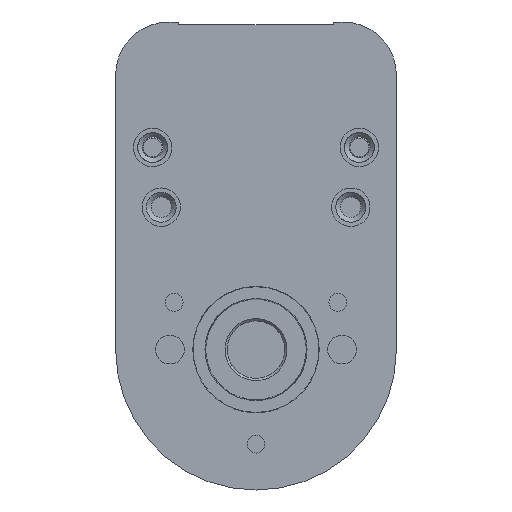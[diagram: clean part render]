
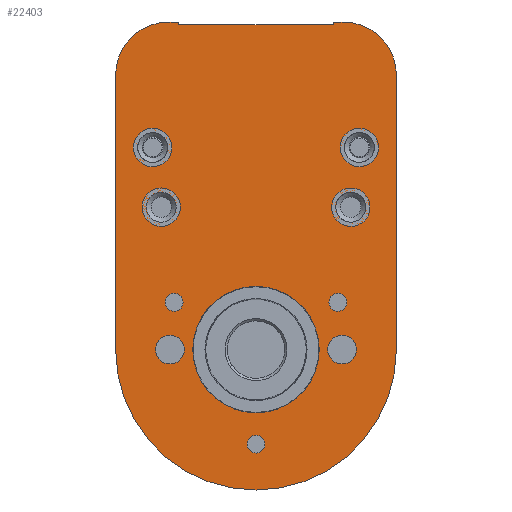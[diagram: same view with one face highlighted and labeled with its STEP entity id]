
A CAD part, front view. The second image highlights one B-rep face of the part: STEP entity #22403.
In plain terms, the highlighted planar face has unit normal (0, -1, 0).
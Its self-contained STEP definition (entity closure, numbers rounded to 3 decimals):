
#947=FACE_BOUND('',#4552,.T.);
#948=FACE_BOUND('',#4553,.T.);
#949=FACE_BOUND('',#4554,.T.);
#950=FACE_BOUND('',#4555,.T.);
#951=FACE_BOUND('',#4556,.T.);
#952=FACE_BOUND('',#4557,.T.);
#953=FACE_BOUND('',#4558,.T.);
#954=FACE_BOUND('',#4559,.T.);
#955=FACE_BOUND('',#4560,.T.);
#956=FACE_BOUND('',#4561,.T.);
#1351=CIRCLE('',#23879,5.875);
#1352=CIRCLE('',#23880,15.527);
#1353=CIRCLE('',#23881,5.875);
#1354=CIRCLE('',#23883,1.651);
#1355=CIRCLE('',#23884,1.651);
#1356=CIRCLE('',#23885,1.588);
#1357=CIRCLE('',#23886,1.588);
#1358=CIRCLE('',#23887,0.991);
#1359=CIRCLE('',#23888,0.991);
#1360=CIRCLE('',#23889,0.991);
#1361=CIRCLE('',#23890,1.651);
#1362=CIRCLE('',#23891,1.651);
#1363=CIRCLE('',#23892,6.993);
#2081=PLANE('',#23877);
#2868=ELLIPSE('',#23878,0.203,0.203);
#2869=ELLIPSE('',#23882,0.203,0.203);
#3116=FACE_OUTER_BOUND('',#4551,.T.);
#4551=EDGE_LOOP('',(#15819,#15820,#15821,#15822,#15823,#15824,#15825,#15826,
#15827,#15828,#15829,#15830));
#4552=EDGE_LOOP('',(#15831));
#4553=EDGE_LOOP('',(#15832));
#4554=EDGE_LOOP('',(#15833));
#4555=EDGE_LOOP('',(#15834));
#4556=EDGE_LOOP('',(#15835));
#4557=EDGE_LOOP('',(#15836));
#4558=EDGE_LOOP('',(#15837));
#4559=EDGE_LOOP('',(#15838));
#4560=EDGE_LOOP('',(#15839));
#4561=EDGE_LOOP('',(#15840));
#6450=LINE('',#32985,#8538);
#6451=LINE('',#32989,#8539);
#6452=LINE('',#32993,#8540);
#6453=LINE('',#32997,#8541);
#6454=LINE('',#33001,#8542);
#6455=LINE('',#33005,#8543);
#6456=LINE('',#33006,#8544);
#8538=VECTOR('',#26218,0.102);
#8539=VECTOR('',#26221,0.884);
#8540=VECTOR('',#26224,30.353);
#8541=VECTOR('',#26227,30.353);
#8542=VECTOR('',#26230,0.884);
#8543=VECTOR('',#26233,0.102);
#8544=VECTOR('',#26234,17.129);
#10630=VERTEX_POINT('',#32983);
#10631=VERTEX_POINT('',#32984);
#10632=VERTEX_POINT('',#32986);
#10633=VERTEX_POINT('',#32988);
#10634=VERTEX_POINT('',#32990);
#10635=VERTEX_POINT('',#32992);
#10636=VERTEX_POINT('',#32994);
#10637=VERTEX_POINT('',#32996);
#10638=VERTEX_POINT('',#32998);
#10639=VERTEX_POINT('',#33000);
#10640=VERTEX_POINT('',#33002);
#10641=VERTEX_POINT('',#33004);
#10642=VERTEX_POINT('',#33007);
#10643=VERTEX_POINT('',#33009);
#10644=VERTEX_POINT('',#33011);
#10645=VERTEX_POINT('',#33013);
#10646=VERTEX_POINT('',#33015);
#10647=VERTEX_POINT('',#33017);
#10648=VERTEX_POINT('',#33019);
#10649=VERTEX_POINT('',#33021);
#10650=VERTEX_POINT('',#33023);
#10651=VERTEX_POINT('',#33025);
#12690=EDGE_CURVE('',#10630,#10631,#6450,.F.);
#12691=EDGE_CURVE('',#10631,#10632,#2868,.F.);
#12692=EDGE_CURVE('',#10632,#10633,#6451,.T.);
#12693=EDGE_CURVE('',#10634,#10633,#1351,.T.);
#12694=EDGE_CURVE('',#10635,#10634,#6452,.F.);
#12695=EDGE_CURVE('',#10636,#10635,#1352,.T.);
#12696=EDGE_CURVE('',#10637,#10636,#6453,.F.);
#12697=EDGE_CURVE('',#10637,#10638,#1353,.F.);
#12698=EDGE_CURVE('',#10638,#10639,#6454,.T.);
#12699=EDGE_CURVE('',#10639,#10640,#2869,.F.);
#12700=EDGE_CURVE('',#10640,#10641,#6455,.F.);
#12701=EDGE_CURVE('',#10641,#10630,#6456,.F.);
#12702=EDGE_CURVE('',#10642,#10642,#1354,.T.);
#12703=EDGE_CURVE('',#10643,#10643,#1355,.T.);
#12704=EDGE_CURVE('',#10644,#10644,#1356,.T.);
#12705=EDGE_CURVE('',#10645,#10645,#1357,.T.);
#12706=EDGE_CURVE('',#10646,#10646,#1358,.T.);
#12707=EDGE_CURVE('',#10647,#10647,#1359,.T.);
#12708=EDGE_CURVE('',#10648,#10648,#1360,.T.);
#12709=EDGE_CURVE('',#10649,#10649,#1361,.T.);
#12710=EDGE_CURVE('',#10650,#10650,#1362,.T.);
#12711=EDGE_CURVE('',#10651,#10651,#1363,.T.);
#15819=ORIENTED_EDGE('',*,*,#12690,.T.);
#15820=ORIENTED_EDGE('',*,*,#12691,.T.);
#15821=ORIENTED_EDGE('',*,*,#12692,.T.);
#15822=ORIENTED_EDGE('',*,*,#12693,.F.);
#15823=ORIENTED_EDGE('',*,*,#12694,.F.);
#15824=ORIENTED_EDGE('',*,*,#12695,.F.);
#15825=ORIENTED_EDGE('',*,*,#12696,.F.);
#15826=ORIENTED_EDGE('',*,*,#12697,.T.);
#15827=ORIENTED_EDGE('',*,*,#12698,.T.);
#15828=ORIENTED_EDGE('',*,*,#12699,.T.);
#15829=ORIENTED_EDGE('',*,*,#12700,.T.);
#15830=ORIENTED_EDGE('',*,*,#12701,.T.);
#15831=ORIENTED_EDGE('',*,*,#12702,.T.);
#15832=ORIENTED_EDGE('',*,*,#12703,.T.);
#15833=ORIENTED_EDGE('',*,*,#12704,.T.);
#15834=ORIENTED_EDGE('',*,*,#12705,.T.);
#15835=ORIENTED_EDGE('',*,*,#12706,.T.);
#15836=ORIENTED_EDGE('',*,*,#12707,.T.);
#15837=ORIENTED_EDGE('',*,*,#12708,.T.);
#15838=ORIENTED_EDGE('',*,*,#12709,.F.);
#15839=ORIENTED_EDGE('',*,*,#12710,.F.);
#15840=ORIENTED_EDGE('',*,*,#12711,.F.);
#22403=ADVANCED_FACE('',(#3116,#947,#948,#949,#950,#951,#952,#953,#954,
#955,#956),#2081,.F.);
#23877=AXIS2_PLACEMENT_3D('',#32982,#26216,#26217);
#23878=AXIS2_PLACEMENT_3D('',#32987,#26219,#26220);
#23879=AXIS2_PLACEMENT_3D('',#32991,#26222,#26223);
#23880=AXIS2_PLACEMENT_3D('',#32995,#26225,#26226);
#23881=AXIS2_PLACEMENT_3D('',#32999,#26228,#26229);
#23882=AXIS2_PLACEMENT_3D('',#33003,#26231,#26232);
#23883=AXIS2_PLACEMENT_3D('',#33008,#26235,#26236);
#23884=AXIS2_PLACEMENT_3D('',#33010,#26237,#26238);
#23885=AXIS2_PLACEMENT_3D('',#33012,#26239,#26240);
#23886=AXIS2_PLACEMENT_3D('',#33014,#26241,#26242);
#23887=AXIS2_PLACEMENT_3D('',#33016,#26243,#26244);
#23888=AXIS2_PLACEMENT_3D('',#33018,#26245,#26246);
#23889=AXIS2_PLACEMENT_3D('',#33020,#26247,#26248);
#23890=AXIS2_PLACEMENT_3D('',#33022,#26249,#26250);
#23891=AXIS2_PLACEMENT_3D('',#33024,#26251,#26252);
#23892=AXIS2_PLACEMENT_3D('',#33026,#26253,#26254);
#26216=DIRECTION('center_axis',(0.,1.,0.));
#26217=DIRECTION('ref_axis',(0.,0.,1.));
#26218=DIRECTION('',(0.,0.,-1.));
#26219=DIRECTION('center_axis',(0.,1.,0.));
#26220=DIRECTION('ref_axis',(0.707,0.,0.707));
#26221=DIRECTION('',(-1.,0.,0.));
#26222=DIRECTION('center_axis',(0.,1.,0.));
#26223=DIRECTION('ref_axis',(1.,0.,0.));
#26224=DIRECTION('',(0.,0.,-1.));
#26225=DIRECTION('center_axis',(0.,1.,0.));
#26226=DIRECTION('ref_axis',(1.,0.,0.));
#26227=DIRECTION('',(0.,0.,1.));
#26228=DIRECTION('center_axis',(0.,1.,0.));
#26229=DIRECTION('ref_axis',(1.,0.,0.));
#26230=DIRECTION('',(-1.,0.,0.));
#26231=DIRECTION('center_axis',(0.,1.,0.));
#26232=DIRECTION('ref_axis',(0.707,0.,-0.707));
#26233=DIRECTION('',(0.,0.,1.));
#26234=DIRECTION('',(1.,0.,0.));
#26235=DIRECTION('center_axis',(0.,1.,0.));
#26236=DIRECTION('ref_axis',(1.,0.,0.));
#26237=DIRECTION('center_axis',(0.,1.,0.));
#26238=DIRECTION('ref_axis',(1.,0.,0.));
#26239=DIRECTION('center_axis',(0.,1.,0.));
#26240=DIRECTION('ref_axis',(1.,0.,0.));
#26241=DIRECTION('center_axis',(0.,1.,0.));
#26242=DIRECTION('ref_axis',(1.,0.,0.));
#26243=DIRECTION('center_axis',(0.,1.,0.));
#26244=DIRECTION('ref_axis',(1.,0.,0.));
#26245=DIRECTION('center_axis',(0.,1.,0.));
#26246=DIRECTION('ref_axis',(-0.5,0.,0.866));
#26247=DIRECTION('center_axis',(0.,1.,0.));
#26248=DIRECTION('ref_axis',(-0.5,0.,-0.866));
#26249=DIRECTION('center_axis',(0.,-1.,0.));
#26250=DIRECTION('ref_axis',(-1.,0.,0.));
#26251=DIRECTION('center_axis',(0.,-1.,0.));
#26252=DIRECTION('ref_axis',(1.,0.,0.));
#26253=DIRECTION('center_axis',(0.,-1.,0.));
#26254=DIRECTION('ref_axis',(-1.,0.,0.));
#32982=CARTESIAN_POINT('Origin',(0.,0.,0.));
#32983=CARTESIAN_POINT('',(-8.565,0.,35.923));
#32984=CARTESIAN_POINT('',(-8.565,0.,36.025));
#32985=CARTESIAN_POINT('',(-8.565,0.,36.025));
#32986=CARTESIAN_POINT('',(-8.768,0.,36.228));
#32987=CARTESIAN_POINT('Origin',(-8.768,0.,36.025));
#32988=CARTESIAN_POINT('',(-9.652,0.,36.228));
#32989=CARTESIAN_POINT('',(-8.768,0.,36.228));
#32990=CARTESIAN_POINT('',(-15.527,0.,30.353));
#32991=CARTESIAN_POINT('Origin',(-9.652,0.,30.353));
#32992=CARTESIAN_POINT('',(-15.527,0.,0.));
#32993=CARTESIAN_POINT('',(-15.527,0.,30.353));
#32994=CARTESIAN_POINT('',(15.527,0.,0.));
#32995=CARTESIAN_POINT('Origin',(0.,0.,0.));
#32996=CARTESIAN_POINT('',(15.527,0.,30.353));
#32997=CARTESIAN_POINT('',(15.527,0.,0.));
#32998=CARTESIAN_POINT('',(9.652,0.,36.228));
#32999=CARTESIAN_POINT('Origin',(9.652,0.,30.353));
#33000=CARTESIAN_POINT('',(8.768,0.,36.228));
#33001=CARTESIAN_POINT('',(9.652,0.,36.228));
#33002=CARTESIAN_POINT('',(8.565,0.,36.025));
#33003=CARTESIAN_POINT('Origin',(8.768,0.,36.025));
#33004=CARTESIAN_POINT('',(8.565,0.,35.923));
#33005=CARTESIAN_POINT('',(8.565,0.,35.923));
#33006=CARTESIAN_POINT('',(-8.565,0.,35.923));
#33007=CARTESIAN_POINT('',(-8.827,0.,15.748));
#33008=CARTESIAN_POINT('Origin',(-10.478,0.,15.748));
#33009=CARTESIAN_POINT('',(12.129,0.,15.748));
#33010=CARTESIAN_POINT('Origin',(10.478,0.,15.748));
#33011=CARTESIAN_POINT('',(-7.938,0.,0.));
#33012=CARTESIAN_POINT('Origin',(-9.525,0.,0.));
#33013=CARTESIAN_POINT('',(11.113,0.,0.));
#33014=CARTESIAN_POINT('Origin',(9.525,0.,0.));
#33015=CARTESIAN_POINT('',(0.991,0.,-10.452));
#33016=CARTESIAN_POINT('Origin',(0.,0.,-10.452));
#33017=CARTESIAN_POINT('',(8.556,0.,6.084));
#33018=CARTESIAN_POINT('Origin',(9.052,0.,5.226));
#33019=CARTESIAN_POINT('',(-9.547,0.,4.368));
#33020=CARTESIAN_POINT('Origin',(-9.052,0.,5.226));
#33021=CARTESIAN_POINT('',(9.779,0.,22.352));
#33022=CARTESIAN_POINT('Origin',(11.43,0.,22.352));
#33023=CARTESIAN_POINT('',(-9.779,0.,22.352));
#33024=CARTESIAN_POINT('Origin',(-11.43,0.,22.352));
#33025=CARTESIAN_POINT('',(-6.993,0.,0.));
#33026=CARTESIAN_POINT('Origin',(0.,0.,0.));
